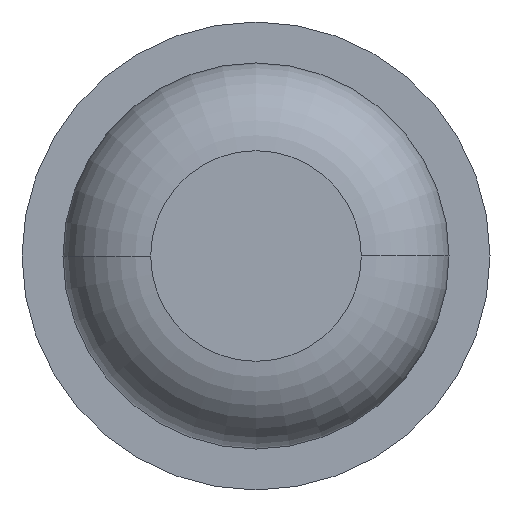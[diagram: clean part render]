
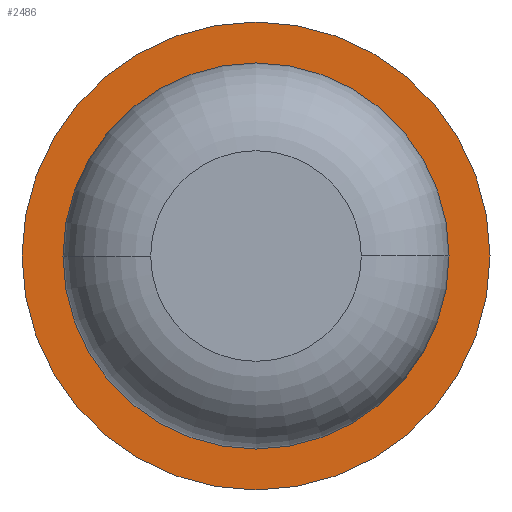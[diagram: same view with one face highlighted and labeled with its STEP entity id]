
A CAD part, front view. The second image highlights one B-rep face of the part: STEP entity #2486.
In plain terms, the highlighted planar face has unit normal (0, -1, 0).
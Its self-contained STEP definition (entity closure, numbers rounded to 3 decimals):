
#4 = DIRECTION ( 'NONE',  ( -1., 0., 0. ) ) ;
#35 = EDGE_CURVE ( 'Defeature ausgef�hrt1_7+Defeature ausgef�hrt1_0+Defeature ausgef�hrt1_0+Defeature ausgef�hrt1_0', #720, #590, #625, .T. ) ;
#62 = CARTESIAN_POINT ( 'NONE',  ( 0., -6., 0. ) ) ;
#94 = DIRECTION ( 'NONE',  ( 0., 1., 0. ) ) ;
#327 = AXIS2_PLACEMENT_3D ( 'NONE', #62, #2987, #4 ) ;
#505 = CIRCLE ( 'NONE', #4180, 0.825 ) ;
#543 = EDGE_CURVE ( 'Defeature ausgef�hrt1_8+Defeature ausgef�hrt1_7+Defeature ausgef�hrt1_7+Defeature ausgef�hrt1_7', #1739, #1813, #3871, .T. ) ;
#549 = EDGE_LOOP ( 'NONE', ( #3031, #1821 ) ) ;
#578 = DIRECTION ( 'NONE',  ( -1., 0., 0. ) ) ;
#590 = VERTEX_POINT ( 'NONE', #2285 ) ;
#625 = CIRCLE ( 'NONE', #327, 0.825 ) ;
#632 = CARTESIAN_POINT ( 'NONE',  ( 1., -6., 0. ) ) ;
#703 = CARTESIAN_POINT ( 'NONE',  ( 0., -6., 0. ) ) ;
#720 = VERTEX_POINT ( 'NONE', #984 ) ;
#766 = CARTESIAN_POINT ( 'NONE',  ( 0.825, -6., 0. ) ) ;
#960 = CARTESIAN_POINT ( 'NONE',  ( -1., -6., 0. ) ) ;
#984 = CARTESIAN_POINT ( 'NONE',  ( -0.825, -6., 0. ) ) ;
#1070 = DIRECTION ( 'NONE',  ( 0., 1., 0. ) ) ;
#1090 = DIRECTION ( 'NONE',  ( -1., 0., 0. ) ) ;
#1739 = VERTEX_POINT ( 'NONE', #960 ) ;
#1813 = VERTEX_POINT ( 'NONE', #632 ) ;
#1821 = ORIENTED_EDGE ( 'NONE', *, *, #3999, .T. ) ;
#2048 = DIRECTION ( 'NONE',  ( -1., 0., 0. ) ) ;
#2216 = FACE_BOUND ( 'NONE', #549, .T. ) ;
#2285 = CARTESIAN_POINT ( 'NONE',  ( 0.825, -6., 0. ) ) ;
#2322 = FACE_OUTER_BOUND ( 'NONE', #3642, .T. ) ;
#2380 = EDGE_CURVE ( 'Defeature ausgef�hrt1_8+Defeature ausgef�hrt1_7+Defeature ausgef�hrt1_7+Defeature ausgef�hrt1_7', #1813, #1739, #3248, .T. ) ;
#2486 = ADVANCED_FACE ( 'Defeature ausgef�hrt1_7', ( #2322, #2216 ), #2750, .F. ) ;
#2598 = AXIS2_PLACEMENT_3D ( 'NONE', #766, #94, #1090 ) ;
#2750 = PLANE ( 'NONE',  #2598 ) ;
#2779 = AXIS2_PLACEMENT_3D ( 'NONE', #3529, #3567, #578 ) ;
#2974 = AXIS2_PLACEMENT_3D ( 'NONE', #703, #1070, #2048 ) ;
#2987 = DIRECTION ( 'NONE',  ( 0., 1., 0. ) ) ;
#3031 = ORIENTED_EDGE ( 'NONE', *, *, #35, .T. ) ;
#3248 = CIRCLE ( 'NONE', #2974, 1. ) ;
#3529 = CARTESIAN_POINT ( 'NONE',  ( 0., -6., 0. ) ) ;
#3536 = ORIENTED_EDGE ( 'NONE', *, *, #2380, .F. ) ;
#3567 = DIRECTION ( 'NONE',  ( 0., 1., 0. ) ) ;
#3642 = EDGE_LOOP ( 'NONE', ( #3859, #3536 ) ) ;
#3683 = DIRECTION ( 'NONE',  ( 0., 1., 0. ) ) ;
#3726 = CARTESIAN_POINT ( 'NONE',  ( 0., -6., 0. ) ) ;
#3859 = ORIENTED_EDGE ( 'NONE', *, *, #543, .F. ) ;
#3871 = CIRCLE ( 'NONE', #2779, 1. ) ;
#3999 = EDGE_CURVE ( 'Defeature ausgef�hrt1_7+Defeature ausgef�hrt1_0+Defeature ausgef�hrt1_0+Defeature ausgef�hrt1_0', #590, #720, #505, .T. ) ;
#4028 = DIRECTION ( 'NONE',  ( -1., 0., 0. ) ) ;
#4180 = AXIS2_PLACEMENT_3D ( 'NONE', #3726, #3683, #4028 ) ;
